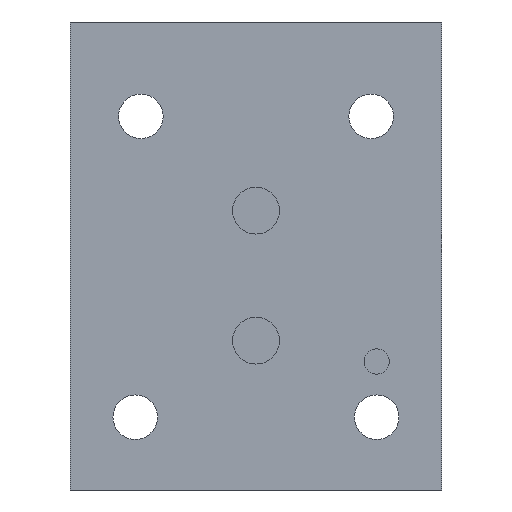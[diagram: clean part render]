
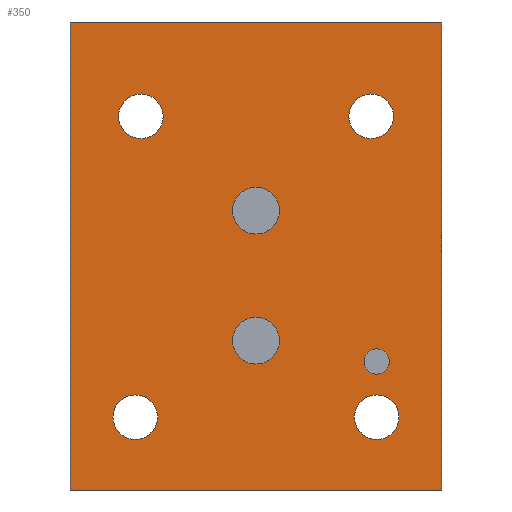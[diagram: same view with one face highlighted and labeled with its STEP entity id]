
A CAD part, front view. The second image highlights one B-rep face of the part: STEP entity #350.
In plain terms, the highlighted planar face has unit normal (0, -1, 0).
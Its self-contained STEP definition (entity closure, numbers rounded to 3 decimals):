
#31=FACE_BOUND('',#96,.T.);
#32=FACE_BOUND('',#97,.T.);
#33=FACE_BOUND('',#98,.T.);
#34=FACE_BOUND('',#99,.T.);
#35=FACE_BOUND('',#100,.T.);
#36=FACE_BOUND('',#101,.T.);
#37=FACE_BOUND('',#102,.T.);
#45=CIRCLE('',#393,1.7);
#46=CIRCLE('',#394,3.15);
#47=CIRCLE('',#395,3.15);
#48=CIRCLE('',#396,3.);
#49=CIRCLE('',#397,3.);
#50=CIRCLE('',#398,3.);
#51=CIRCLE('',#399,3.);
#67=FACE_OUTER_BOUND('',#95,.T.);
#95=EDGE_LOOP('',(#268,#269,#270,#271));
#96=EDGE_LOOP('',(#272));
#97=EDGE_LOOP('',(#273));
#98=EDGE_LOOP('',(#274));
#99=EDGE_LOOP('',(#275));
#100=EDGE_LOOP('',(#276));
#101=EDGE_LOOP('',(#277));
#102=EDGE_LOOP('',(#278));
#122=LINE('',#546,#145);
#126=LINE('',#554,#149);
#129=LINE('',#560,#152);
#132=LINE('',#565,#155);
#145=VECTOR('',#431,63.);
#149=VECTOR('',#437,50.);
#152=VECTOR('',#442,63.);
#155=VECTOR('',#447,50.);
#168=VERTEX_POINT('',#544);
#169=VERTEX_POINT('',#545);
#172=VERTEX_POINT('',#553);
#174=VERTEX_POINT('',#559);
#181=VERTEX_POINT('',#579);
#182=VERTEX_POINT('',#581);
#183=VERTEX_POINT('',#583);
#184=VERTEX_POINT('',#585);
#185=VERTEX_POINT('',#587);
#186=VERTEX_POINT('',#589);
#187=VERTEX_POINT('',#591);
#198=EDGE_CURVE('',#168,#169,#122,.T.);
#202=EDGE_CURVE('',#169,#172,#126,.T.);
#205=EDGE_CURVE('',#172,#174,#129,.T.);
#208=EDGE_CURVE('',#174,#168,#132,.T.);
#215=EDGE_CURVE('',#181,#181,#45,.T.);
#216=EDGE_CURVE('',#182,#182,#46,.T.);
#217=EDGE_CURVE('',#183,#183,#47,.T.);
#218=EDGE_CURVE('',#184,#184,#48,.T.);
#219=EDGE_CURVE('',#185,#185,#49,.T.);
#220=EDGE_CURVE('',#186,#186,#50,.T.);
#221=EDGE_CURVE('',#187,#187,#51,.T.);
#268=ORIENTED_EDGE('',*,*,#198,.F.);
#269=ORIENTED_EDGE('',*,*,#208,.F.);
#270=ORIENTED_EDGE('',*,*,#205,.F.);
#271=ORIENTED_EDGE('',*,*,#202,.F.);
#272=ORIENTED_EDGE('',*,*,#215,.F.);
#273=ORIENTED_EDGE('',*,*,#216,.F.);
#274=ORIENTED_EDGE('',*,*,#217,.F.);
#275=ORIENTED_EDGE('',*,*,#218,.T.);
#276=ORIENTED_EDGE('',*,*,#219,.T.);
#277=ORIENTED_EDGE('',*,*,#220,.T.);
#278=ORIENTED_EDGE('',*,*,#221,.T.);
#338=PLANE('',#392);
#350=ADVANCED_FACE('',(#67,#31,#32,#33,#34,#35,#36,#37),#338,.T.);
#392=AXIS2_PLACEMENT_3D('',#578,#461,#462);
#393=AXIS2_PLACEMENT_3D('',#580,#463,#464);
#394=AXIS2_PLACEMENT_3D('',#582,#465,#466);
#395=AXIS2_PLACEMENT_3D('',#584,#467,#468);
#396=AXIS2_PLACEMENT_3D('',#586,#469,#470);
#397=AXIS2_PLACEMENT_3D('',#588,#471,#472);
#398=AXIS2_PLACEMENT_3D('',#590,#473,#474);
#399=AXIS2_PLACEMENT_3D('',#592,#475,#476);
#431=DIRECTION('',(0.,0.,-1.));
#437=DIRECTION('',(-1.,0.,0.));
#442=DIRECTION('',(0.,0.,1.));
#447=DIRECTION('',(1.,0.,0.));
#461=DIRECTION('center_axis',(0.,-1.,0.));
#462=DIRECTION('ref_axis',(0.,0.,-1.));
#463=DIRECTION('center_axis',(0.,-1.,0.));
#464=DIRECTION('ref_axis',(0.,0.,-1.));
#465=DIRECTION('center_axis',(0.,-1.,0.));
#466=DIRECTION('ref_axis',(0.,0.,-1.));
#467=DIRECTION('center_axis',(0.,-1.,0.));
#468=DIRECTION('ref_axis',(0.,0.,-1.));
#469=DIRECTION('center_axis',(0.,1.,0.));
#470=DIRECTION('ref_axis',(0.,0.,1.));
#471=DIRECTION('center_axis',(0.,1.,0.));
#472=DIRECTION('ref_axis',(0.,0.,1.));
#473=DIRECTION('center_axis',(0.,1.,0.));
#474=DIRECTION('ref_axis',(0.,0.,1.));
#475=DIRECTION('center_axis',(0.,1.,0.));
#476=DIRECTION('ref_axis',(0.,0.,1.));
#544=CARTESIAN_POINT('',(25.,0.,31.5));
#545=CARTESIAN_POINT('',(25.,0.,-31.5));
#546=CARTESIAN_POINT('',(25.,0.,31.5));
#553=CARTESIAN_POINT('',(-25.,0.,-31.5));
#554=CARTESIAN_POINT('',(25.,0.,-31.5));
#559=CARTESIAN_POINT('',(-25.,0.,31.5));
#560=CARTESIAN_POINT('',(-25.,0.,-31.5));
#565=CARTESIAN_POINT('',(-25.,0.,31.5));
#578=CARTESIAN_POINT('Origin',(0.,0.,0.));
#579=CARTESIAN_POINT('',(16.25,0.,-15.9));
#580=CARTESIAN_POINT('Origin',(16.25,0.,-14.2));
#581=CARTESIAN_POINT('',(0.,0.,-8.25));
#582=CARTESIAN_POINT('Origin',(0.,0.,-11.4));
#583=CARTESIAN_POINT('',(0.,0.,9.25));
#584=CARTESIAN_POINT('Origin',(0.,0.,6.1));
#585=CARTESIAN_POINT('',(-16.25,0.,-24.7));
#586=CARTESIAN_POINT('Origin',(-16.25,0.,-21.7));
#587=CARTESIAN_POINT('',(15.5,0.,15.8));
#588=CARTESIAN_POINT('Origin',(15.5,0.,18.8));
#589=CARTESIAN_POINT('',(16.25,0.,-24.7));
#590=CARTESIAN_POINT('Origin',(16.25,0.,-21.7));
#591=CARTESIAN_POINT('',(-15.5,0.,15.8));
#592=CARTESIAN_POINT('Origin',(-15.5,0.,18.8));
